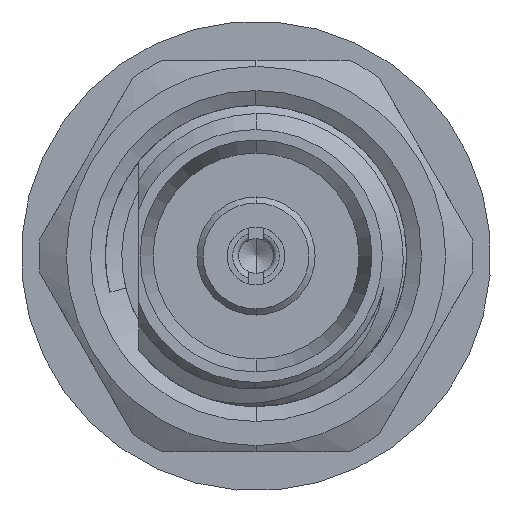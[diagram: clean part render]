
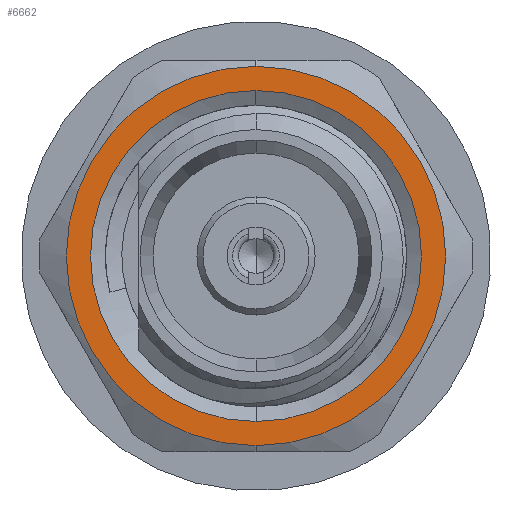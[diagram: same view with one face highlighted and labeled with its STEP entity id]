
A CAD part, left-side view. The second image highlights one B-rep face of the part: STEP entity #6662.
In plain terms, the highlighted planar face has unit normal (-1, 0, 0).
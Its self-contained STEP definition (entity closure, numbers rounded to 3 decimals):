
#336 = PLANE ( 'NONE',  #11517 ) ;
#646 = AXIS2_PLACEMENT_3D ( 'NONE', #15661, #8145, #691 ) ;
#691 = DIRECTION ( 'NONE',  ( 0., 0., 1. ) ) ;
#942 = CARTESIAN_POINT ( 'NONE',  ( 0.901, 0., -2.749 ) ) ;
#1764 = DIRECTION ( 'NONE',  ( 1., 0., 0. ) ) ;
#2402 = FACE_BOUND ( 'NONE', #13028, .T. ) ;
#2746 = ORIENTED_EDGE ( 'NONE', *, *, #12326, .T. ) ;
#2989 = DIRECTION ( 'NONE',  ( 1., 0., 0. ) ) ;
#3621 = CIRCLE ( 'NONE', #7491, 3.15 ) ;
#4345 = VERTEX_POINT ( 'NONE', #942 ) ;
#4674 = VERTEX_POINT ( 'NONE', #6067 ) ;
#6067 = CARTESIAN_POINT ( 'NONE',  ( 0.901, 0., -3.15 ) ) ;
#6344 = AXIS2_PLACEMENT_3D ( 'NONE', #13917, #6404, #15182 ) ;
#6404 = DIRECTION ( 'NONE',  ( 1., 0., 0. ) ) ;
#6574 = CARTESIAN_POINT ( 'NONE',  ( 0.901, 0., 0. ) ) ;
#6662 = ADVANCED_FACE ( 'NONE', ( #2402, #15301 ), #336, .T. ) ;
#7061 = ORIENTED_EDGE ( 'NONE', *, *, #15025, .T. ) ;
#7482 = EDGE_CURVE ( 'NONE', #4674, #11786, #14471, .T. ) ;
#7491 = AXIS2_PLACEMENT_3D ( 'NONE', #10465, #2989, #11746 ) ;
#7833 = DIRECTION ( 'NONE',  ( 0., 0., 1. ) ) ;
#7898 = EDGE_CURVE ( 'NONE', #11786, #4674, #3621, .T. ) ;
#8145 = DIRECTION ( 'NONE',  ( 1., 0., 0. ) ) ;
#8712 = CARTESIAN_POINT ( 'NONE',  ( 0.901, 0., 2.749 ) ) ;
#9214 = CARTESIAN_POINT ( 'NONE',  ( 0.901, 0., 0. ) ) ;
#10465 = CARTESIAN_POINT ( 'NONE',  ( 0.901, 0., 0. ) ) ;
#10475 = DIRECTION ( 'NONE',  ( 0., 0., 1. ) ) ;
#11517 = AXIS2_PLACEMENT_3D ( 'NONE', #6574, #15345, #7833 ) ;
#11708 = CIRCLE ( 'NONE', #646, 2.749 ) ;
#11746 = DIRECTION ( 'NONE',  ( 0., 0., -1. ) ) ;
#11786 = VERTEX_POINT ( 'NONE', #12477 ) ;
#11793 = ORIENTED_EDGE ( 'NONE', *, *, #7898, .F. ) ;
#12326 = EDGE_CURVE ( 'NONE', #13595, #4345, #11708, .T. ) ;
#12452 = CIRCLE ( 'NONE', #14333, 2.749 ) ;
#12477 = CARTESIAN_POINT ( 'NONE',  ( 0.901, 0., 3.15 ) ) ;
#13028 = EDGE_LOOP ( 'NONE', ( #2746, #7061 ) ) ;
#13476 = ORIENTED_EDGE ( 'NONE', *, *, #7482, .F. ) ;
#13595 = VERTEX_POINT ( 'NONE', #8712 ) ;
#13917 = CARTESIAN_POINT ( 'NONE',  ( 0.901, 0., 0. ) ) ;
#14333 = AXIS2_PLACEMENT_3D ( 'NONE', #9214, #1764, #10475 ) ;
#14388 = EDGE_LOOP ( 'NONE', ( #13476, #11793 ) ) ;
#14471 = CIRCLE ( 'NONE', #6344, 3.15 ) ;
#15025 = EDGE_CURVE ( 'NONE', #4345, #13595, #12452, .T. ) ;
#15182 = DIRECTION ( 'NONE',  ( 0., 0., -1. ) ) ;
#15301 = FACE_OUTER_BOUND ( 'NONE', #14388, .T. ) ;
#15345 = DIRECTION ( 'NONE',  ( -1., 0., 0. ) ) ;
#15661 = CARTESIAN_POINT ( 'NONE',  ( 0.901, 0., 0. ) ) ;
